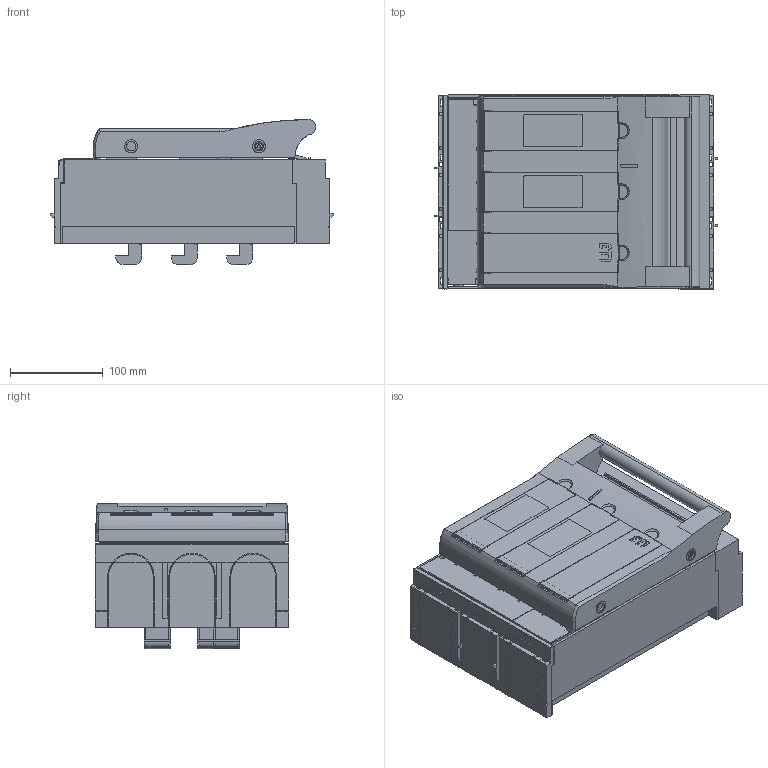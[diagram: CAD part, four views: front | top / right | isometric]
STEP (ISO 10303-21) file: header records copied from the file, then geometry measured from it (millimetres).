
FILE_DESCRIPTION((''),'2;1');
FILE_NAME('001690913_KVL_B_2_3P_M10-M10_ASM','2021-10-22T',('marketing.praksa'),('Audax d.o.o.'),'CREO PARAMETRIC BY PTC INC, 2017480','CREO PARAMETRIC BY PTC INC, 2017480','');
FILE_SCHEMA(('AUTOMOTIVE_DESIGN { 1 0 10303 214 1 1 1 1 }'));
Products named in the file (19): 158641_ANSCHLUSSLASCHE_GR__2_1_; 34236_L01_SCHUTZABDECKUNG_OBEN_; 34213_L_SK-MONTAGEHAUBE_1_1_1; 5491_05_KLEMMBUEGEL_KPL_1_ASM_1_ASM; 34208_L_SCHEIBE_GR_1_1_1_1; 34237_L_SCHUTZABDECKUNG_UNTEN_G; 158643_L_ANSCHLUSSSCHIENE_L2_TR; 158644_L_ANSCHLUSSSCHIENE_L3_TR; 158642_L_ANSCHLUSSSCHIENE_L1_TR; 34235_L_TRENNERGEHAEUSE_GR2_3-P; 34204_L_FRONTPLATTE_GR2_3-POL_2; WINDOW_1_1; PRT0125_1_1; PRT0125_1_2; PRT0125_1_3; PRT0125_1_ASM; ASM0102_ASM_1_ASM; KVL-B-2_3P_M10_ASM_1_ASM; 001690913_KVL_B_2_3P_M10-M10_ASM
Assembly tree (23 placements, depth 5):
  001690913_KVL_B_2_3P_M10-M10_ASM
    KVL-B-2_3P_M10_ASM_1_ASM
      158641_ANSCHLUSSLASCHE_GR__2_1_  x3
      34236_L01_SCHUTZABDECKUNG_OBEN_
      5491_05_KLEMMBUEGEL_KPL_1_ASM_1_ASM  x3
        34213_L_SK-MONTAGEHAUBE_1_1_1
      34208_L_SCHEIBE_GR_1_1_1_1  x2
      34237_L_SCHUTZABDECKUNG_UNTEN_G
      158643_L_ANSCHLUSSSCHIENE_L2_TR
      158644_L_ANSCHLUSSSCHIENE_L3_TR
      158642_L_ANSCHLUSSSCHIENE_L1_TR
      34235_L_TRENNERGEHAEUSE_GR2_3-P
      ASM0102_ASM_1_ASM
        34204_L_FRONTPLATTE_GR2_3-POL_2
        WINDOW_1_1
        PRT0125_1_ASM
          PRT0125_1_1
          PRT0125_1_2
          PRT0125_1_3
Bounding box: 306.2 x 209.5 x 157.32 mm (x, y, z)
Volume: 2293817.2 mm3; surface area: 870147.1 mm2
Topology: 19 solids, 20 shells, 1763 faces, 5250 edges, 3447 vertices
Faces by surface type: plane 1236, cylinder 436, cone 43, bspline 31, sphere 8, torus 6, extrusion 3
Entity records: 72080 total; most frequent: CARTESIAN_POINT 13556, ORIENTED_EDGE 9382, DIRECTION 8060, EDGE_CURVE 4691, PRESENTATION_STYLE_ASSIGNMENT 4434, STYLED_ITEM 4434, CURVE_STYLE 4080, VECTOR 3654
